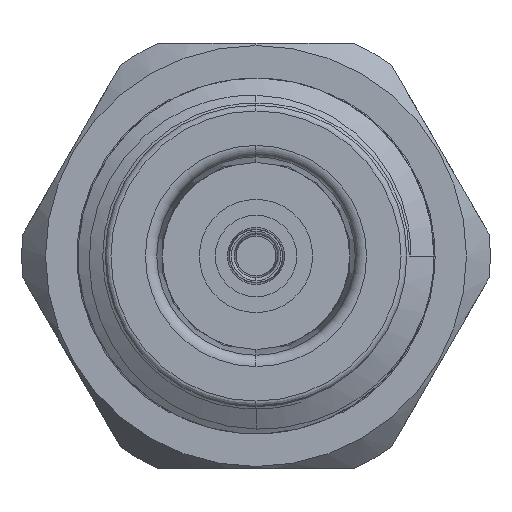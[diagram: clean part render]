
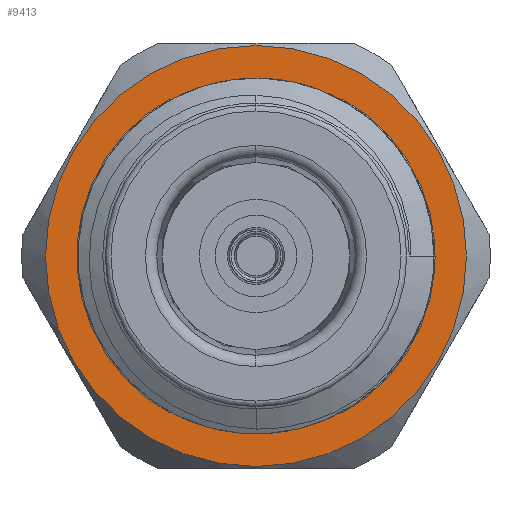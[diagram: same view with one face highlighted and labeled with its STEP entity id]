
A CAD part, left-side view. The second image highlights one B-rep face of the part: STEP entity #9413.
In plain terms, the highlighted face is planar.
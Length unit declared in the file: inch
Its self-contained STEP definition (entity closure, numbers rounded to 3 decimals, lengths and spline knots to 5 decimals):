
#40 = AXIS2_PLACEMENT_3D ( 'NONE', #856, #3818, #6757 ) ;
#190 = DIRECTION ( 'NONE',  ( -1., 0., 0. ) ) ;
#639 = EDGE_CURVE ( 'NONE', #5682, #1330, #5606, .T. ) ;
#797 = EDGE_LOOP ( 'NONE', ( #5754, #4181 ) ) ;
#856 = CARTESIAN_POINT ( 'NONE',  ( 0.67075, 0.4115, 0. ) ) ;
#1316 = EDGE_CURVE ( 'NONE', #1330, #5682, #8147, .T. ) ;
#1330 = VERTEX_POINT ( 'NONE', #5231 ) ;
#1622 = DIRECTION ( 'NONE',  ( 0., 0., -1. ) ) ;
#1790 = DIRECTION ( 'NONE',  ( 0., 0., -1. ) ) ;
#1960 = EDGE_CURVE ( 'NONE', #5089, #8456, #9216, .T. ) ;
#2004 = ORIENTED_EDGE ( 'NONE', *, *, #639, .T. ) ;
#2013 = CARTESIAN_POINT ( 'NONE',  ( 0.67075, 0., 0. ) ) ;
#2202 = DIRECTION ( 'NONE',  ( 1., 0., 0. ) ) ;
#2305 = FACE_OUTER_BOUND ( 'NONE', #2732, .T. ) ;
#2732 = EDGE_LOOP ( 'NONE', ( #7998, #2004 ) ) ;
#3075 = CARTESIAN_POINT ( 'NONE',  ( 0.67075, 0., 0.162 ) ) ;
#3329 = CARTESIAN_POINT ( 'NONE',  ( 0.67075, 0., 0. ) ) ;
#3673 = CARTESIAN_POINT ( 'NONE',  ( 0.67075, 0., 0. ) ) ;
#3818 = DIRECTION ( 'NONE',  ( -1., 0., 0. ) ) ;
#4181 = ORIENTED_EDGE ( 'NONE', *, *, #1960, .T. ) ;
#4210 = AXIS2_PLACEMENT_3D ( 'NONE', #3329, #190, #8341 ) ;
#5089 = VERTEX_POINT ( 'NONE', #5300 ) ;
#5231 = CARTESIAN_POINT ( 'NONE',  ( 0.67075, 0., -0.37 ) ) ;
#5300 = CARTESIAN_POINT ( 'NONE',  ( 0.67075, 0., -0.162 ) ) ;
#5566 = DIRECTION ( 'NONE',  ( 0., 0., 1. ) ) ;
#5606 = CIRCLE ( 'NONE', #6069, 0.37 ) ;
#5682 = VERTEX_POINT ( 'NONE', #8571 ) ;
#5754 = ORIENTED_EDGE ( 'NONE', *, *, #8977, .T. ) ;
#6069 = AXIS2_PLACEMENT_3D ( 'NONE', #8592, #6338, #1790 ) ;
#6338 = DIRECTION ( 'NONE',  ( 1., 0., 0. ) ) ;
#6757 = DIRECTION ( 'NONE',  ( 0., 0., 1. ) ) ;
#6928 = AXIS2_PLACEMENT_3D ( 'NONE', #3673, #2202, #1622 ) ;
#6977 = CIRCLE ( 'NONE', #4210, 0.162 ) ;
#7476 = PLANE ( 'NONE',  #40 ) ;
#7998 = ORIENTED_EDGE ( 'NONE', *, *, #1316, .T. ) ;
#8147 = CIRCLE ( 'NONE', #6928, 0.37 ) ;
#8314 = AXIS2_PLACEMENT_3D ( 'NONE', #2013, #9298, #5566 ) ;
#8341 = DIRECTION ( 'NONE',  ( 0., 0., 1. ) ) ;
#8456 = VERTEX_POINT ( 'NONE', #3075 ) ;
#8571 = CARTESIAN_POINT ( 'NONE',  ( 0.67075, 0., 0.37 ) ) ;
#8592 = CARTESIAN_POINT ( 'NONE',  ( 0.67075, 0., 0. ) ) ;
#8909 = FACE_BOUND ( 'NONE', #797, .T. ) ;
#8977 = EDGE_CURVE ( 'NONE', #8456, #5089, #6977, .T. ) ;
#9216 = CIRCLE ( 'NONE', #8314, 0.162 ) ;
#9298 = DIRECTION ( 'NONE',  ( -1., 0., 0. ) ) ;
#9413 = ADVANCED_FACE ( 'NONE', ( #8909, #2305 ), #7476, .F. ) ;
